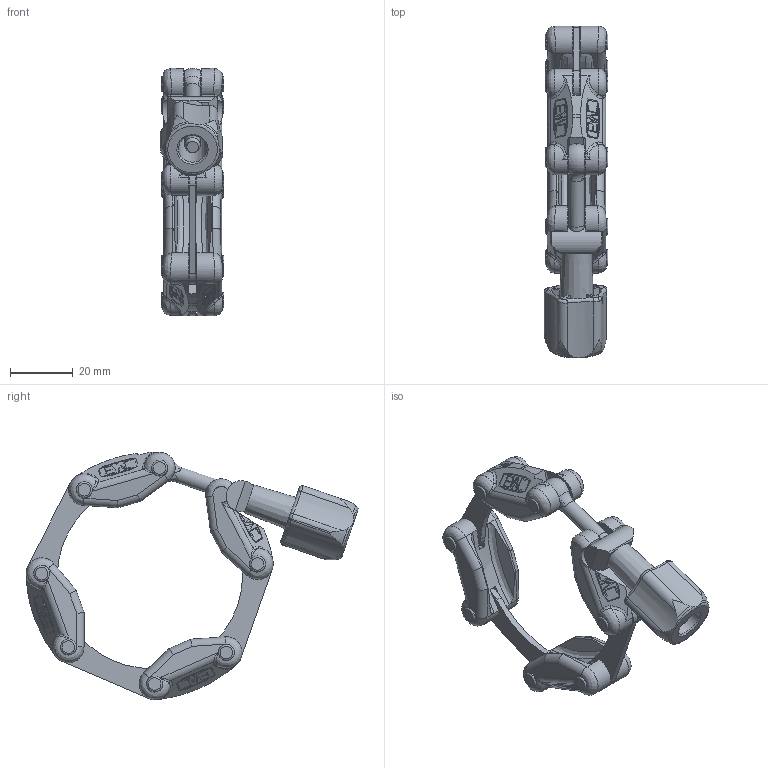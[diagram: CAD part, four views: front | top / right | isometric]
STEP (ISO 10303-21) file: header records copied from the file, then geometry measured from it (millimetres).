
FILE_DESCRIPTION(/* description */ (''),/* implementation_level */ '2;1');
FILE_NAME(/* name */ '30.040094.100.000',/* time_stamp */ '2018-07-13T10:54:35+02:00',/* author */ ('Murat Coskun Bicak'),/* organization */ ('Evac AG'),/* preprocessor_version */ 'ST-DEVELOPER v16.7',/* originating_system */ 'DEX',/* authorisation */ $);
FILE_SCHEMA (('AUTOMOTIVE_DESIGN { 1 0 10303 214 3 1 1 }','AUTOMOTIVE_DESIGN {1 0 10303 214 3 1 1}'));
Length unit declared in the file: millimetre
Products named in the file (9): 30.040094.100.000; 03.232.001-RYTON; 03.232.002-RYTON; 03.232.003-RYTON; 03.020.008-IXMY; 03.034.001-IX; 03.033.001-RYTON; 03.036.010-RYTON; 03.031.030-IX
Assembly tree (17 placements, depth 2):
  30.040094.100.000
    03.232.001-RYTON  x2
    03.232.002-RYTON
    03.232.003-RYTON
    03.020.008-IXMY  x7
    03.034.001-IX
    03.033.001-RYTON
    03.036.010-RYTON
    03.031.030-IX  x3
Bounding box: 20.38 x 106.01 x 79.01 mm (x, y, z)
Volume: 27507.9 mm3; surface area: 21814 mm2
Topology: 17 solids, 17 shells, 855 faces, 2361 edges, 1557 vertices
Faces by surface type: plane 580, cylinder 142, bspline 72, torus 47, cone 13, sphere 1
Full cylindrical faces by diameter (mm): 5 x17, 5.1 x14, 5.2 x1, 9 x1
Entity records: 23949 total; most frequent: CARTESIAN_POINT 7976, ORIENTED_EDGE 3444, DIRECTION 2889, EDGE_CURVE 1722, VERTEX_POINT 1154, LINE 1123, VECTOR 1123, AXIS2_PLACEMENT_3D 883
